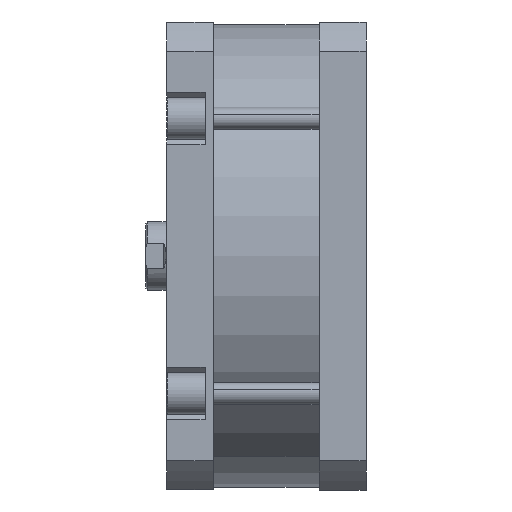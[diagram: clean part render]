
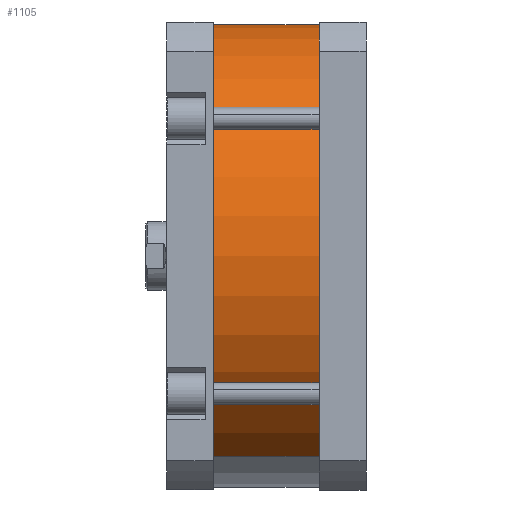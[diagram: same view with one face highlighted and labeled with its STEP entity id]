
A CAD part, front view. The second image highlights one B-rep face of the part: STEP entity #1105.
In plain terms, the highlighted cylindrical face has radius 168 mm (diameter 336 mm), a partial arc.
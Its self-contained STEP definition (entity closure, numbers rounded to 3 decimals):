
#723 = AXIS2_PLACEMENT_3D ( 'NONE', #2653, #2647, #2638 ) ;
#827 = AXIS2_PLACEMENT_3D ( 'NONE', #3764, #3766, #3767 ) ;
#831 = AXIS2_PLACEMENT_3D ( 'NONE', #3765, #3772, #3773 ) ;
#1105 = ADVANCED_FACE ( 'NONE', ( #1734 ), #1735, .T. ) ;
#1734 = FACE_OUTER_BOUND ( 'NONE', #4165, .T. ) ;
#1735 = CYLINDRICAL_SURFACE ( 'NONE', #723, 168. ) ;
#2638 = DIRECTION ( 'NONE',  ( -1., 0., 0. ) ) ;
#2647 = DIRECTION ( 'NONE',  ( 0., 0., -1. ) ) ;
#2653 = CARTESIAN_POINT ( 'NONE',  ( 0., 0., 77. ) ) ;
#3269 = CARTESIAN_POINT ( 'NONE',  ( 168., 0., 77. ) ) ;
#3270 = CARTESIAN_POINT ( 'NONE',  ( -168., 0., 77. ) ) ;
#3271 = CARTESIAN_POINT ( 'NONE',  ( 168., 0., 0. ) ) ;
#3272 = CARTESIAN_POINT ( 'NONE',  ( -168., 0., 0. ) ) ;
#3748 = CARTESIAN_POINT ( 'NONE',  ( -168., 0., 77. ) ) ;
#3752 = CARTESIAN_POINT ( 'NONE',  ( 168., 0., 77. ) ) ;
#3759 = DIRECTION ( 'NONE',  ( 0., 0., -1. ) ) ;
#3763 = DIRECTION ( 'NONE',  ( 0., 0., -1. ) ) ;
#3764 = CARTESIAN_POINT ( 'NONE',  ( 0., 0., 77. ) ) ;
#3765 = CARTESIAN_POINT ( 'NONE',  ( 0., 0., 0. ) ) ;
#3766 = DIRECTION ( 'NONE',  ( 0., 0., 1. ) ) ;
#3767 = DIRECTION ( 'NONE',  ( 1., 0., 0. ) ) ;
#3772 = DIRECTION ( 'NONE',  ( 0., 0., 1. ) ) ;
#3773 = DIRECTION ( 'NONE',  ( 1., 0., 0. ) ) ;
#4165 = EDGE_LOOP ( 'NONE', ( #4468, #4469, #4470, #4471 ) ) ;
#4468 = ORIENTED_EDGE ( 'NONE', *, *, #7654, .F. ) ;
#4469 = ORIENTED_EDGE ( 'NONE', *, *, #7657, .F. ) ;
#4470 = ORIENTED_EDGE ( 'NONE', *, *, #7656, .T. ) ;
#4471 = ORIENTED_EDGE ( 'NONE', *, *, #7659, .T. ) ;
#5531 = VECTOR ( 'NONE', #3759, 1000. ) ;
#5539 = VECTOR ( 'NONE', #3763, 1000. ) ;
#5542 = LINE ( 'NONE', #3752, #5531 ) ;
#5545 = LINE ( 'NONE', #3748, #5539 ) ;
#5547 = CIRCLE ( 'NONE', #827, 168. ) ;
#5550 = CIRCLE ( 'NONE', #831, 168. ) ;
#6452 = VERTEX_POINT ( 'NONE', #3269 ) ;
#6453 = VERTEX_POINT ( 'NONE', #3270 ) ;
#6454 = VERTEX_POINT ( 'NONE', #3271 ) ;
#6455 = VERTEX_POINT ( 'NONE', #3272 ) ;
#7654 = EDGE_CURVE ( 'NONE', #6452, #6454, #5542, .T. ) ;
#7656 = EDGE_CURVE ( 'NONE', #6453, #6455, #5545, .T. ) ;
#7657 = EDGE_CURVE ( 'NONE', #6453, #6452, #5547, .T. ) ;
#7659 = EDGE_CURVE ( 'NONE', #6455, #6454, #5550, .T. ) ;
